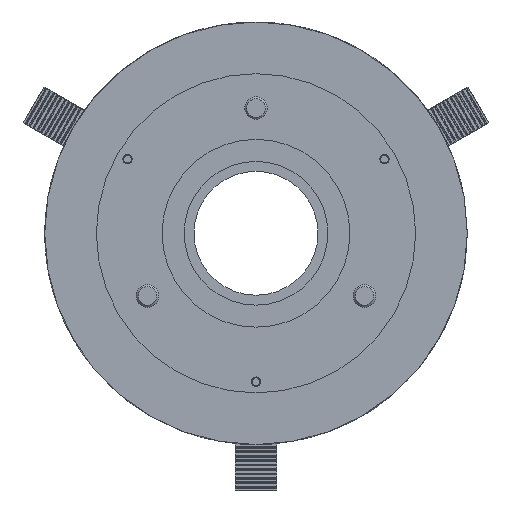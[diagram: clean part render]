
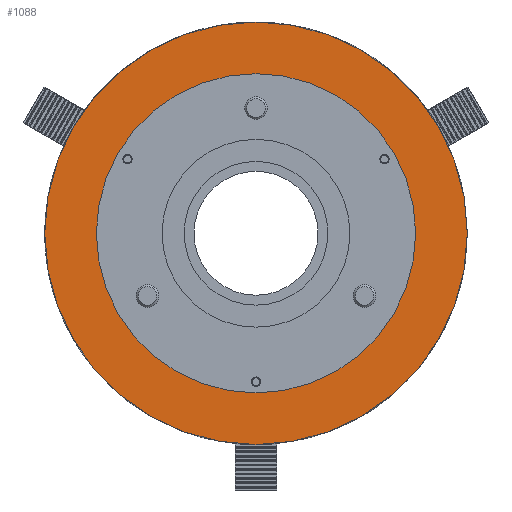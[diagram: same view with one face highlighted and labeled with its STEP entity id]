
A CAD part, front view. The second image highlights one B-rep face of the part: STEP entity #1088.
In plain terms, the highlighted planar face has unit normal (0, -1, 0).
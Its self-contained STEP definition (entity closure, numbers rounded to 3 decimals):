
#1088 = ADVANCED_FACE( '', ( #2297, #2298 ), #2299, .F. );
#2297 = FACE_BOUND( '', #3558, .T. );
#2298 = FACE_OUTER_BOUND( '', #3559, .T. );
#2299 = PLANE( '', #3560 );
#3558 = EDGE_LOOP( '', ( #6510 ) );
#3559 = EDGE_LOOP( '', ( #6511 ) );
#3560 = AXIS2_PLACEMENT_3D( '', #6512, #6513, #6514 );
#6510 = ORIENTED_EDGE( '', *, *, #8244, .F. );
#6511 = ORIENTED_EDGE( '', *, *, #8201, .T. );
#6512 = CARTESIAN_POINT( '', ( 112.5, 0., 0. ) );
#6513 = DIRECTION( '', ( 0., 1., 0. ) );
#6514 = DIRECTION( '', ( 0., 0., 1. ) );
#8201 = EDGE_CURVE( '', #10090, #10090, #10091, .T. );
#8244 = EDGE_CURVE( '', #10138, #10138, #10139, .T. );
#10090 = VERTEX_POINT( '', #12825 );
#10091 = CIRCLE( '', #12826, 112.5 );
#10138 = VERTEX_POINT( '', #12973 );
#10139 = CIRCLE( '', #12974, 85. );
#12825 = CARTESIAN_POINT( '', ( 0., 0., -112.5 ) );
#12826 = AXIS2_PLACEMENT_3D( '', #14465, #14466, #14467 );
#12973 = CARTESIAN_POINT( '', ( 0., 0., -85. ) );
#12974 = AXIS2_PLACEMENT_3D( '', #14510, #14511, #14512 );
#14465 = CARTESIAN_POINT( '', ( 0., 0., 0. ) );
#14466 = DIRECTION( '', ( 0., -1., 0. ) );
#14467 = DIRECTION( '', ( 0., 0., -1. ) );
#14510 = CARTESIAN_POINT( '', ( 0., 0., 0. ) );
#14511 = DIRECTION( '', ( 0., -1., 0. ) );
#14512 = DIRECTION( '', ( 0., 0., -1. ) );
